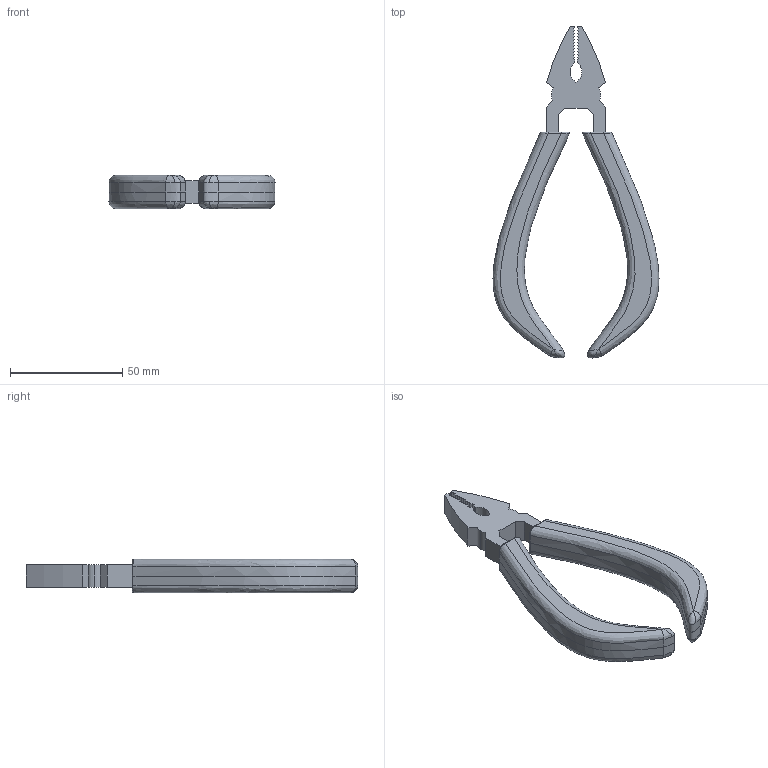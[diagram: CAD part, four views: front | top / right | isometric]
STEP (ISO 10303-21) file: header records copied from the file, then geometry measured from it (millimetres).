
FILE_DESCRIPTION(('HOOPS Exchange Step'),'2;1');
FILE_NAME('temp_export','2024-07-28T13:26:00+08:00',('sharma21'),('Shapr3D Limited'),'HOOPS Exchange 2024.2','Shapr3D','Authorized');
FILE_SCHEMA( ('AUTOMOTIVE_DESIGN { 1 0 10303 214 1 1 1 1 }') );
Length unit declared in the file: millimetre
Products named in the file (1): root
Bounding box: 73.97 x 147.92 x 15 mm (x, y, z)
Volume: 45073.9 mm3; surface area: 14886.6 mm2
Topology: 3 solids, 3 shells, 125 faces, 331 edges, 208 vertices
Faces by surface type: plane 71, bspline 32, cylinder 22
Entity records: 19195 total; most frequent: CARTESIAN_POINT 16282, ORIENTED_EDGE 654, DIRECTION 495, EDGE_CURVE 327, VECTOR 227, LINE 227, VERTEX_POINT 208, AXIS2_PLACEMENT_3D 134
